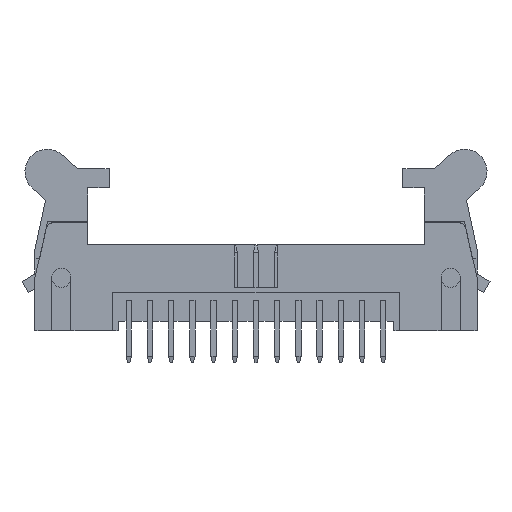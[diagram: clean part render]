
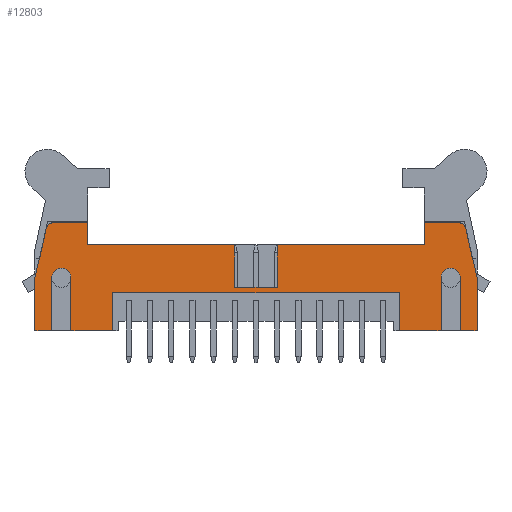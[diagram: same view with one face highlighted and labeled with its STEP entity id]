
A CAD part, left-side view. The second image highlights one B-rep face of the part: STEP entity #12803.
In plain terms, the highlighted face is planar.
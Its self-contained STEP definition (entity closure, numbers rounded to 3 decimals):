
#339=PLANE('',#13847);
#1570=LINE('',#19370,#3332);
#1573=LINE('',#19376,#3335);
#1612=LINE('',#19445,#3374);
#1616=LINE('',#19454,#3378);
#1636=LINE('',#19513,#3398);
#1655=LINE('',#19559,#3417);
#1658=LINE('',#19565,#3420);
#1664=LINE('',#19578,#3426);
#1672=LINE('',#19598,#3434);
#1675=LINE('',#19604,#3437);
#1678=LINE('',#19610,#3440);
#1680=LINE('',#19614,#3442);
#1684=LINE('',#19621,#3446);
#1686=LINE('',#19623,#3448);
#1711=LINE('',#19657,#3473);
#1715=LINE('',#19665,#3477);
#1721=LINE('',#19678,#3483);
#1725=LINE('',#19686,#3487);
#1727=LINE('',#19690,#3489);
#1728=LINE('',#19692,#3490);
#1729=LINE('',#19694,#3491);
#1730=LINE('',#19696,#3492);
#1731=LINE('',#19697,#3493);
#1732=LINE('',#19701,#3494);
#3332=VECTOR('',#15731,1000.);
#3335=VECTOR('',#15736,1000.);
#3374=VECTOR('',#15799,1000.);
#3378=VECTOR('',#15805,1000.);
#3398=VECTOR('',#15859,1000.);
#3417=VECTOR('',#15906,1000.);
#3420=VECTOR('',#15911,1000.);
#3426=VECTOR('',#15919,1000.);
#3434=VECTOR('',#15933,1000.);
#3437=VECTOR('',#15940,1000.);
#3440=VECTOR('',#15947,1000.);
#3442=VECTOR('',#15951,1000.);
#3446=VECTOR('',#15957,1000.);
#3448=VECTOR('',#15959,1000.);
#3473=VECTOR('',#15992,1000.);
#3477=VECTOR('',#15996,1000.);
#3483=VECTOR('',#16012,1000.);
#3487=VECTOR('',#16018,1000.);
#3489=VECTOR('',#16022,1000.);
#3490=VECTOR('',#16023,1000.);
#3491=VECTOR('',#16024,1000.);
#3492=VECTOR('',#16027,1000.);
#3493=VECTOR('',#16028,1000.);
#3494=VECTOR('',#16031,1000.);
#6078=ORIENTED_EDGE('',*,*,#8951,.F.);
#6079=ORIENTED_EDGE('',*,*,#8830,.F.);
#6080=ORIENTED_EDGE('',*,*,#8916,.F.);
#6081=ORIENTED_EDGE('',*,*,#8912,.F.);
#6082=ORIENTED_EDGE('',*,*,#8910,.F.);
#6083=ORIENTED_EDGE('',*,*,#8871,.F.);
#6084=ORIENTED_EDGE('',*,*,#8907,.F.);
#6085=ORIENTED_EDGE('',*,*,#8904,.F.);
#6086=ORIENTED_EDGE('',*,*,#8895,.F.);
#6087=ORIENTED_EDGE('',*,*,#8960,.F.);
#6088=ORIENTED_EDGE('',*,*,#8961,.T.);
#6089=ORIENTED_EDGE('',*,*,#8962,.T.);
#6090=ORIENTED_EDGE('',*,*,#8954,.F.);
#6091=ORIENTED_EDGE('',*,*,#8889,.F.);
#6092=ORIENTED_EDGE('',*,*,#8886,.F.);
#6093=ORIENTED_EDGE('',*,*,#8963,.F.);
#6094=ORIENTED_EDGE('',*,*,#8958,.F.);
#6095=ORIENTED_EDGE('',*,*,#8964,.F.);
#6096=ORIENTED_EDGE('',*,*,#8947,.F.);
#6097=ORIENTED_EDGE('',*,*,#8965,.F.);
#6098=ORIENTED_EDGE('',*,*,#8966,.F.);
#6099=ORIENTED_EDGE('',*,*,#8967,.F.);
#6100=ORIENTED_EDGE('',*,*,#8943,.F.);
#6101=ORIENTED_EDGE('',*,*,#8862,.F.);
#6102=ORIENTED_EDGE('',*,*,#8788,.F.);
#6103=ORIENTED_EDGE('',*,*,#8785,.T.);
#6104=ORIENTED_EDGE('',*,*,#8918,.F.);
#6105=ORIENTED_EDGE('',*,*,#8834,.F.);
#8785=EDGE_CURVE('',#10355,#10354,#1570,.T.);
#8788=EDGE_CURVE('',#10355,#10357,#1573,.T.);
#8830=EDGE_CURVE('',#10375,#10376,#1612,.T.);
#8834=EDGE_CURVE('',#10379,#10380,#1616,.T.);
#8862=EDGE_CURVE('',#10357,#10391,#1636,.T.);
#8871=EDGE_CURVE('',#10396,#10397,#10917,.T.);
#8886=EDGE_CURVE('',#10405,#10406,#1655,.T.);
#8889=EDGE_CURVE('',#10406,#10408,#1658,.T.);
#8895=EDGE_CURVE('',#10413,#10410,#1664,.T.);
#8904=EDGE_CURVE('',#10410,#10419,#1672,.T.);
#8907=EDGE_CURVE('',#10419,#10396,#1675,.T.);
#8910=EDGE_CURVE('',#10397,#10421,#1678,.T.);
#8912=EDGE_CURVE('',#10421,#10422,#1680,.T.);
#8916=EDGE_CURVE('',#10422,#10375,#1684,.T.);
#8918=EDGE_CURVE('',#10380,#10354,#1686,.T.);
#8943=EDGE_CURVE('',#10391,#10429,#1711,.T.);
#8947=EDGE_CURVE('',#10432,#10433,#1715,.T.);
#8951=EDGE_CURVE('',#10376,#10379,#10919,.T.);
#8954=EDGE_CURVE('',#10408,#10435,#1721,.T.);
#8958=EDGE_CURVE('',#10437,#10438,#1725,.T.);
#8960=EDGE_CURVE('',#10439,#10413,#1727,.T.);
#8961=EDGE_CURVE('',#10439,#10440,#1728,.T.);
#8962=EDGE_CURVE('',#10440,#10435,#1729,.T.);
#8963=EDGE_CURVE('',#10438,#10405,#10920,.T.);
#8964=EDGE_CURVE('',#10433,#10437,#1730,.T.);
#8965=EDGE_CURVE('',#10441,#10432,#1731,.T.);
#8966=EDGE_CURVE('',#10442,#10441,#10921,.T.);
#8967=EDGE_CURVE('',#10429,#10442,#1732,.T.);
#10354=VERTEX_POINT('',#19369);
#10355=VERTEX_POINT('',#19371);
#10357=VERTEX_POINT('',#19377);
#10375=VERTEX_POINT('',#19446);
#10376=VERTEX_POINT('',#19447);
#10379=VERTEX_POINT('',#19455);
#10380=VERTEX_POINT('',#19456);
#10391=VERTEX_POINT('',#19510);
#10396=VERTEX_POINT('',#19529);
#10397=VERTEX_POINT('',#19531);
#10405=VERTEX_POINT('',#19558);
#10406=VERTEX_POINT('',#19560);
#10408=VERTEX_POINT('',#19566);
#10410=VERTEX_POINT('',#19572);
#10413=VERTEX_POINT('',#19577);
#10419=VERTEX_POINT('',#19599);
#10421=VERTEX_POINT('',#19611);
#10422=VERTEX_POINT('',#19615);
#10429=VERTEX_POINT('',#19658);
#10432=VERTEX_POINT('',#19664);
#10433=VERTEX_POINT('',#19666);
#10435=VERTEX_POINT('',#19679);
#10437=VERTEX_POINT('',#19685);
#10438=VERTEX_POINT('',#19687);
#10439=VERTEX_POINT('',#19691);
#10440=VERTEX_POINT('',#19693);
#10441=VERTEX_POINT('',#19698);
#10442=VERTEX_POINT('',#19700);
#10917=CIRCLE('',#13819,0.75);
#10919=CIRCLE('',#13842,0.9);
#10920=CIRCLE('',#13848,0.75);
#10921=CIRCLE('',#13849,0.9);
#11269=EDGE_LOOP('',(#6078,#6079,#6080,#6081,#6082,#6083,#6084,#6085,#6086,
#6087,#6088,#6089,#6090,#6091,#6092,#6093,#6094,#6095,#6096,#6097,#6098,
#6099,#6100,#6101,#6102,#6103,#6104,#6105));
#12029=FACE_BOUND('',#11269,.T.);
#12803=ADVANCED_FACE('',(#12029),#339,.F.);
#13819=AXIS2_PLACEMENT_3D('',#19530,#15879,#15880);
#13842=AXIS2_PLACEMENT_3D('',#19672,#16002,#16003);
#13847=AXIS2_PLACEMENT_3D('',#19689,#16020,#16021);
#13848=AXIS2_PLACEMENT_3D('',#19695,#16025,#16026);
#13849=AXIS2_PLACEMENT_3D('',#19699,#16029,#16030);
#15731=DIRECTION('',(0.,0.,-1.));
#15736=DIRECTION('',(-1.,0.,0.));
#15799=DIRECTION('',(0.,0.,1.));
#15805=DIRECTION('',(0.,0.,-1.));
#15859=DIRECTION('',(0.,0.,-1.));
#15879=DIRECTION('',(0.,1.,0.));
#15880=DIRECTION('',(0.,0.,1.));
#15906=DIRECTION('',(1.,0.,0.));
#15911=DIRECTION('',(0.,0.,-1.));
#15919=DIRECTION('',(1.,0.,0.));
#15933=DIRECTION('',(0.,0.,1.));
#15940=DIRECTION('',(1.,0.,0.));
#15947=DIRECTION('',(0.225,0.,-0.974));
#15951=DIRECTION('',(0.,0.,-1.));
#15957=DIRECTION('',(-1.,0.,0.));
#15959=DIRECTION('',(-1.,0.,0.));
#15992=DIRECTION('',(-1.,0.,0.));
#15996=DIRECTION('',(-1.,0.,0.));
#16002=DIRECTION('',(0.,-1.,0.));
#16003=DIRECTION('',(1.,0.,0.));
#16012=DIRECTION('',(1.,0.,0.));
#16018=DIRECTION('',(0.225,0.,0.974));
#16020=DIRECTION('',(0.,1.,0.));
#16021=DIRECTION('',(0.,0.,1.));
#16022=DIRECTION('',(0.,0.,1.));
#16023=DIRECTION('',(-1.,0.,0.));
#16024=DIRECTION('',(0.,0.,1.));
#16025=DIRECTION('',(0.,1.,0.));
#16026=DIRECTION('',(0.,0.,1.));
#16027=DIRECTION('',(0.,0.,1.));
#16028=DIRECTION('',(0.,0.,-1.));
#16029=DIRECTION('',(0.,-1.,0.));
#16030=DIRECTION('',(1.,0.,0.));
#16031=DIRECTION('',(0.,0.,1.));
#19369=CARTESIAN_POINT('',(13.5,-3.,-5.));
#19370=CARTESIAN_POINT('',(13.5,-3.,-1.4));
#19371=CARTESIAN_POINT('',(13.5,-3.,-1.4));
#19376=CARTESIAN_POINT('',(13.5,-3.,-1.4));
#19377=CARTESIAN_POINT('',(-13.5,-3.,-1.4));
#19445=CARTESIAN_POINT('',(19.25,-3.,-5.));
#19446=CARTESIAN_POINT('',(19.25,-3.,-5.));
#19447=CARTESIAN_POINT('',(19.25,-3.,0.));
#19454=CARTESIAN_POINT('',(17.45,-3.,0.));
#19455=CARTESIAN_POINT('',(17.45,-3.,0.));
#19456=CARTESIAN_POINT('',(17.45,-3.,-5.));
#19510=CARTESIAN_POINT('',(-13.5,-3.,-5.));
#19513=CARTESIAN_POINT('',(-13.5,-3.,-1.4));
#19529=CARTESIAN_POINT('',(19.053,-3.,5.2));
#19530=CARTESIAN_POINT('',(19.053,-3.,4.45));
#19531=CARTESIAN_POINT('',(19.784,-3.,4.619));
#19558=CARTESIAN_POINT('',(-19.053,-3.,5.2));
#19559=CARTESIAN_POINT('',(-19.65,-3.,5.2));
#19560=CARTESIAN_POINT('',(-15.85,-3.,5.2));
#19565=CARTESIAN_POINT('',(-15.85,-3.,5.2));
#19566=CARTESIAN_POINT('',(-15.85,-3.,3.1));
#19572=CARTESIAN_POINT('',(15.85,-3.,3.1));
#19577=CARTESIAN_POINT('',(2.,-3.,3.1));
#19578=CARTESIAN_POINT('',(-15.85,-3.,3.1));
#19598=CARTESIAN_POINT('',(15.85,-3.,3.1));
#19599=CARTESIAN_POINT('',(15.85,-3.,5.2));
#19604=CARTESIAN_POINT('',(15.85,-3.,5.2));
#19610=CARTESIAN_POINT('',(19.65,-3.,5.2));
#19611=CARTESIAN_POINT('',(20.85,-3.,0.));
#19614=CARTESIAN_POINT('',(20.85,-3.,0.));
#19615=CARTESIAN_POINT('',(20.85,-3.,-5.));
#19621=CARTESIAN_POINT('',(20.85,-3.,-5.));
#19623=CARTESIAN_POINT('',(20.85,-3.,-5.));
#19657=CARTESIAN_POINT('',(-13.,-3.,-5.));
#19658=CARTESIAN_POINT('',(-17.45,-3.,-5.));
#19664=CARTESIAN_POINT('',(-19.25,-3.,-5.));
#19665=CARTESIAN_POINT('',(-13.,-3.,-5.));
#19666=CARTESIAN_POINT('',(-20.85,-3.,-5.));
#19672=CARTESIAN_POINT('',(18.35,-3.,0.));
#19678=CARTESIAN_POINT('',(-15.85,-3.,3.1));
#19679=CARTESIAN_POINT('',(-2.,-3.,3.1));
#19685=CARTESIAN_POINT('',(-20.85,-3.,0.));
#19686=CARTESIAN_POINT('',(-20.85,-3.,0.));
#19687=CARTESIAN_POINT('',(-19.784,-3.,4.619));
#19689=CARTESIAN_POINT('',(0.,-3.,0.));
#19690=CARTESIAN_POINT('',(2.,-3.,-0.9));
#19691=CARTESIAN_POINT('',(2.,-3.,-0.9));
#19692=CARTESIAN_POINT('',(2.,-3.,-0.9));
#19693=CARTESIAN_POINT('',(-2.,-3.,-0.9));
#19694=CARTESIAN_POINT('',(-2.,-3.,-0.9));
#19695=CARTESIAN_POINT('',(-19.053,-3.,4.45));
#19696=CARTESIAN_POINT('',(-20.85,-3.,-5.));
#19697=CARTESIAN_POINT('',(-19.25,-3.,0.));
#19698=CARTESIAN_POINT('',(-19.25,-3.,0.));
#19699=CARTESIAN_POINT('',(-18.35,-3.,0.));
#19700=CARTESIAN_POINT('',(-17.45,-3.,0.));
#19701=CARTESIAN_POINT('',(-17.45,-3.,-5.));
